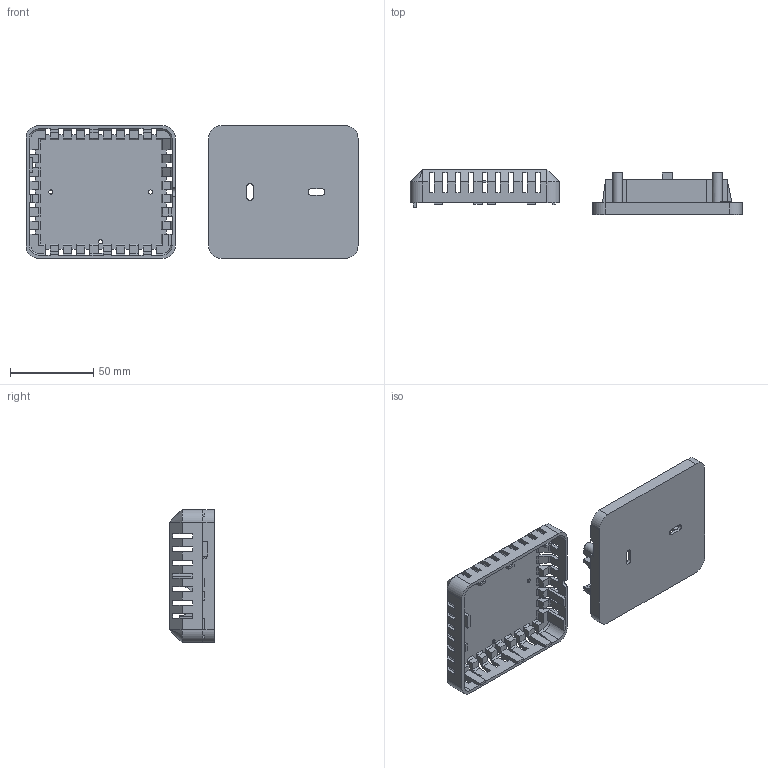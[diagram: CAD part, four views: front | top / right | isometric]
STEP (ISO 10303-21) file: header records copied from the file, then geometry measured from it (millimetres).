
FILE_DESCRIPTION(/* description */ (''),/* implementation_level */ '2;1');
FILE_NAME(/* name */ 'Indoor idea.step',/* time_stamp */ '2020-11-13T14:52:05+08:00',/* author */ (''),/* organization */ (''),/* preprocessor_version */ 'ST-DEVELOPER v18.1',/* originating_system */ 'Autodesk Translation Framework v9.3.0.1241',/* authorisation */ '');
FILE_SCHEMA (('AUTOMOTIVE_DESIGN { 1 0 10303 214 3 1 1 }'));
Length unit declared in the file: millimetre
Products named in the file (3): Indoor idea 1; Body; Lid
Assembly tree (2 placements, depth 2):
  Indoor idea 1
    Body
    Lid
Bounding box: 200 x 27 x 80 mm (x, y, z)
Volume: 48647.2 mm3; surface area: 50129.3 mm2
Topology: 2 solids, 2 shells, 740 faces, 2264 edges, 1489 vertices
Faces by surface type: plane 490, bspline 192, cylinder 45, cone 13
Full cylindrical faces by diameter (mm): 2.5 x12, 6 x2
Entity records: 26248 total; most frequent: CARTESIAN_POINT 7382, ORIENTED_EDGE 4520, DIRECTION 3081, EDGE_CURVE 2260, LINE 1765, VECTOR 1765, VERTEX_POINT 1489, EDGE_LOOP 783
